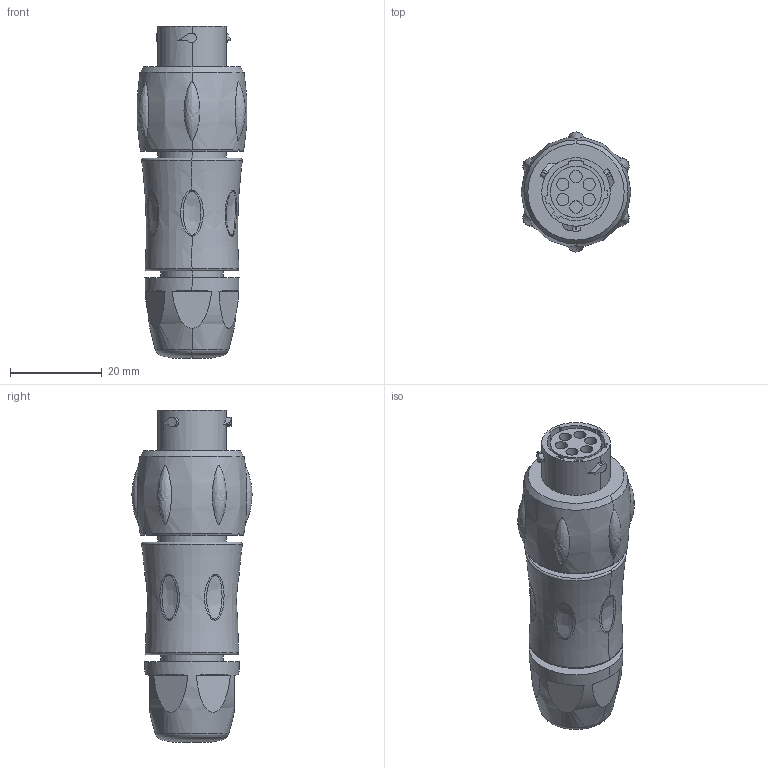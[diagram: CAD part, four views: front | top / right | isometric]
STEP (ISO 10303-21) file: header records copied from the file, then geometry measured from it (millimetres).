
FILE_DESCRIPTION((''),'2;1');
FILE_NAME('UTS1JC106S-CATALOGUE_SW0001_PRT','2010-09-17T',('amartin'),(''),'PRO/ENGINEER BY PARAMETRIC TECHNOLOGY CORPORATION, 2007390','PRO/ENGINEER BY PARAMETRIC TECHNOLOGY CORPORATION, 2007390','');
FILE_SCHEMA(('CONFIG_CONTROL_DESIGN'));
Length unit declared in the file: millimetre
Products named in the file (1): UTS1JC106S-CATALOGUE_SW0001_PRT
Bounding box: 23.85 x 26.14 x 72.23 mm (x, y, z)
Volume: 22256.9 mm3; surface area: 6722.3 mm2
Topology: 1 solids, 1 shells, 144 faces, 330 edges, 215 vertices
Faces by surface type: plane 55, cylinder 47, bspline 30, torus 10, sphere 2
Entity records: 7350 total; most frequent: CARTESIAN_POINT 4227, ORIENTED_EDGE 660, DIRECTION 592, EDGE_CURVE 330, AXIS2_PLACEMENT_3D 242, VERTEX_POINT 215, EDGE_LOOP 171, FACE_OUTER_BOUND 144
